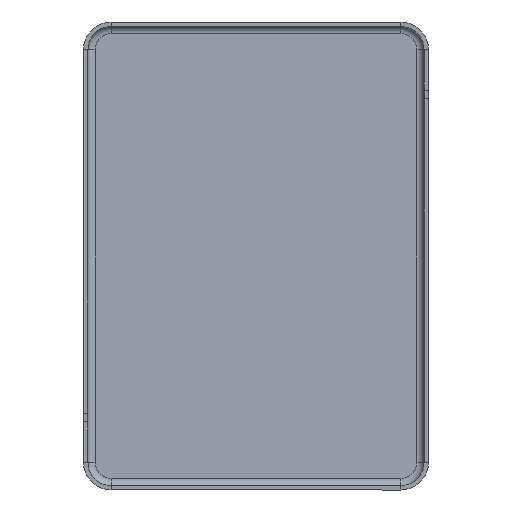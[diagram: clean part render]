
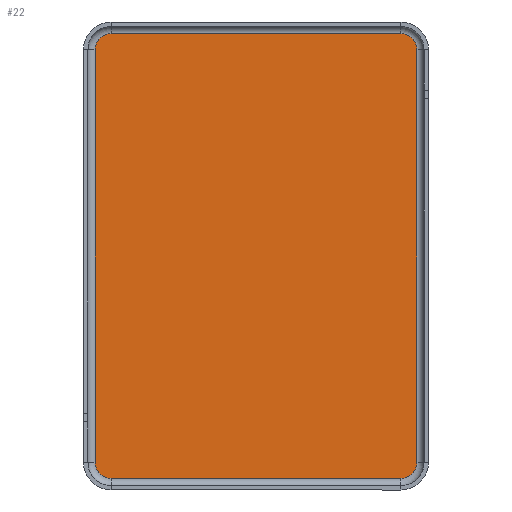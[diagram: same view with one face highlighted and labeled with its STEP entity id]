
A CAD part, front view. The second image highlights one B-rep face of the part: STEP entity #22.
In plain terms, the highlighted planar face has unit normal (0, -1, 0).
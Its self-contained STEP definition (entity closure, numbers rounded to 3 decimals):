
#3 = DIRECTION ( 'NONE',  ( 0., -1., 0. ) ) ;
#6 = CARTESIAN_POINT ( 'NONE',  ( -10., -0.3, 15.35 ) ) ;
#14 = DIRECTION ( 'NONE',  ( 0., 0., 1. ) ) ;
#15 = VECTOR ( 'NONE', #14, 1000. ) ;
#22 = ADVANCED_FACE ( 'NONE', ( #111 ), #318, .T. ) ;
#62 = CARTESIAN_POINT ( 'NONE',  ( 10., -0.3, -14.25 ) ) ;
#63 = VERTEX_POINT ( 'NONE', #650 ) ;
#65 = DIRECTION ( 'NONE',  ( 0., 0., 1. ) ) ;
#92 = EDGE_CURVE ( 'NONE', #703, #343, #658, .T. ) ;
#111 = FACE_OUTER_BOUND ( 'NONE', #689, .T. ) ;
#207 = LINE ( 'NONE', #222, #1049 ) ;
#222 = CARTESIAN_POINT ( 'NONE',  ( 10., -0.3, -15.35 ) ) ;
#233 = VERTEX_POINT ( 'NONE', #811 ) ;
#247 = VERTEX_POINT ( 'NONE', #1026 ) ;
#259 = LINE ( 'NONE', #287, #820 ) ;
#275 = LINE ( 'NONE', #1120, #15 ) ;
#287 = CARTESIAN_POINT ( 'NONE',  ( 11.1, -0.3, 14.25 ) ) ;
#298 = CARTESIAN_POINT ( 'NONE',  ( 11.1, -0.3, 14.25 ) ) ;
#318 = PLANE ( 'NONE',  #1299 ) ;
#343 = VERTEX_POINT ( 'NONE', #574 ) ;
#451 = ORIENTED_EDGE ( 'NONE', *, *, #624, .F. ) ;
#484 = AXIS2_PLACEMENT_3D ( 'NONE', #62, #505, #825 ) ;
#499 = DIRECTION ( 'NONE',  ( 0., 0., 1. ) ) ;
#505 = DIRECTION ( 'NONE',  ( 0., 1., 0. ) ) ;
#512 = CARTESIAN_POINT ( 'NONE',  ( -10., -0.3, -14.25 ) ) ;
#513 = CARTESIAN_POINT ( 'NONE',  ( -10., -0.3, 15.35 ) ) ;
#538 = EDGE_CURVE ( 'NONE', #1204, #586, #680, .T. ) ;
#550 = ORIENTED_EDGE ( 'NONE', *, *, #538, .F. ) ;
#555 = DIRECTION ( 'NONE',  ( -1., 0., 0. ) ) ;
#574 = CARTESIAN_POINT ( 'NONE',  ( 10., -0.3, 15.35 ) ) ;
#586 = VERTEX_POINT ( 'NONE', #1159 ) ;
#617 = CIRCLE ( 'NONE', #1237, 1.1 ) ;
#619 = CARTESIAN_POINT ( 'NONE',  ( 10., -0.3, 14.25 ) ) ;
#624 = EDGE_CURVE ( 'NONE', #737, #1204, #259, .T. ) ;
#640 = ORIENTED_EDGE ( 'NONE', *, *, #872, .F. ) ;
#645 = EDGE_CURVE ( 'NONE', #247, #703, #1422, .T. ) ;
#650 = CARTESIAN_POINT ( 'NONE',  ( -11.1, -0.3, -14.25 ) ) ;
#657 = AXIS2_PLACEMENT_3D ( 'NONE', #1403, #967, #1297 ) ;
#658 = LINE ( 'NONE', #6, #1298 ) ;
#669 = CARTESIAN_POINT ( 'NONE',  ( 10., -0.3, 14.25 ) ) ;
#680 = CIRCLE ( 'NONE', #484, 1.1 ) ;
#689 = EDGE_LOOP ( 'NONE', ( #751, #710, #1187, #640, #1037, #1166, #550, #451 ) ) ;
#703 = VERTEX_POINT ( 'NONE', #513 ) ;
#710 = ORIENTED_EDGE ( 'NONE', *, *, #92, .F. ) ;
#737 = VERTEX_POINT ( 'NONE', #298 ) ;
#751 = ORIENTED_EDGE ( 'NONE', *, *, #1161, .F. ) ;
#811 = CARTESIAN_POINT ( 'NONE',  ( -10., -0.3, -15.35 ) ) ;
#820 = VECTOR ( 'NONE', #1416, 1000. ) ;
#825 = DIRECTION ( 'NONE',  ( 0., 0., 1. ) ) ;
#835 = CIRCLE ( 'NONE', #1080, 1.1 ) ;
#855 = CARTESIAN_POINT ( 'NONE',  ( 11.1, -0.3, -14.25 ) ) ;
#872 = EDGE_CURVE ( 'NONE', #63, #247, #275, .T. ) ;
#967 = DIRECTION ( 'NONE',  ( 0., 1., 0. ) ) ;
#1006 = DIRECTION ( 'NONE',  ( 1., 0., 0. ) ) ;
#1026 = CARTESIAN_POINT ( 'NONE',  ( -11.1, -0.3, 14.25 ) ) ;
#1037 = ORIENTED_EDGE ( 'NONE', *, *, #1101, .F. ) ;
#1043 = DIRECTION ( 'NONE',  ( 0., 1., 0. ) ) ;
#1049 = VECTOR ( 'NONE', #555, 1000. ) ;
#1080 = AXIS2_PLACEMENT_3D ( 'NONE', #619, #1043, #499 ) ;
#1087 = DIRECTION ( 'NONE',  ( 0., 0., -1. ) ) ;
#1101 = EDGE_CURVE ( 'NONE', #233, #63, #617, .T. ) ;
#1120 = CARTESIAN_POINT ( 'NONE',  ( -11.1, -0.3, -14.25 ) ) ;
#1159 = CARTESIAN_POINT ( 'NONE',  ( 10., -0.3, -15.35 ) ) ;
#1161 = EDGE_CURVE ( 'NONE', #343, #737, #835, .T. ) ;
#1166 = ORIENTED_EDGE ( 'NONE', *, *, #1337, .F. ) ;
#1187 = ORIENTED_EDGE ( 'NONE', *, *, #645, .F. ) ;
#1204 = VERTEX_POINT ( 'NONE', #855 ) ;
#1237 = AXIS2_PLACEMENT_3D ( 'NONE', #512, #1395, #65 ) ;
#1297 = DIRECTION ( 'NONE',  ( 0., 0., 1. ) ) ;
#1298 = VECTOR ( 'NONE', #1006, 1000. ) ;
#1299 = AXIS2_PLACEMENT_3D ( 'NONE', #669, #3, #1087 ) ;
#1337 = EDGE_CURVE ( 'NONE', #586, #233, #207, .T. ) ;
#1395 = DIRECTION ( 'NONE',  ( 0., 1., 0. ) ) ;
#1403 = CARTESIAN_POINT ( 'NONE',  ( -10., -0.3, 14.25 ) ) ;
#1416 = DIRECTION ( 'NONE',  ( 0., 0., -1. ) ) ;
#1422 = CIRCLE ( 'NONE', #657, 1.1 ) ;
